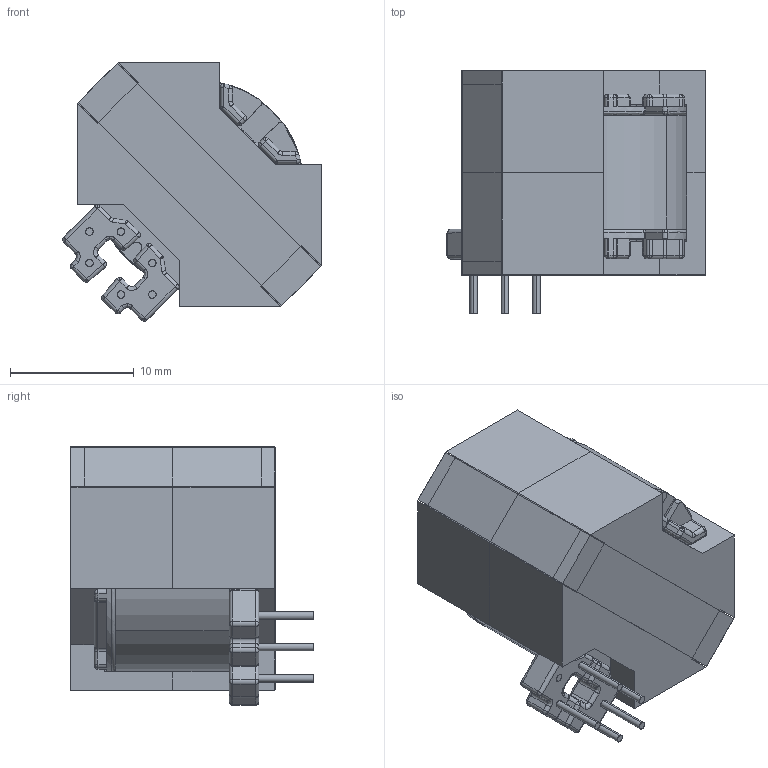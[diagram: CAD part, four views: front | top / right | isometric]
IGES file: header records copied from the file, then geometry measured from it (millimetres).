
Start section: SolidWorks IGES file using analytic representation for surfaces
Global section: file name: RM8_6862_MP2.IGS; native system: SolidWorks 2017; preprocessor: SolidWorks 2017; author: e.wtnpm; date: 210825.094603; units: inch
Bounding box: 20.9 x 19.61 x 20.9 mm (x, y, z)
Surface area: 5898.2 mm2 (no closed solid volume)
Topology: 0 solids, 0 shells, 496 faces, 3603 edges, 3600 vertices
Faces by surface type: bspline 283, revolution 213
